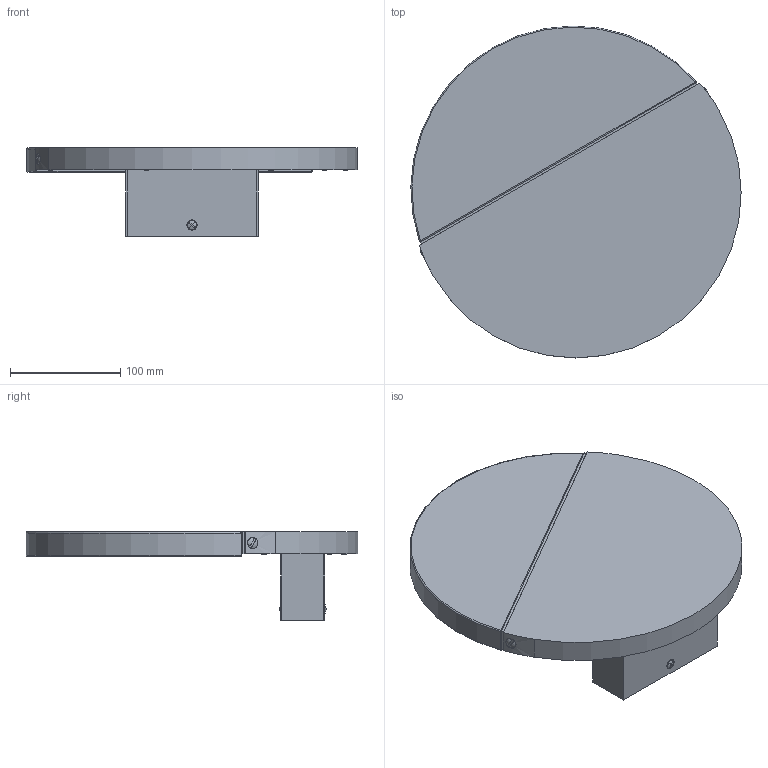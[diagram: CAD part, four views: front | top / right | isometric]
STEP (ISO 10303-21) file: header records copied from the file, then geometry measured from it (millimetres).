
FILE_DESCRIPTION (( 'STEP AP203' ), '1' );
FILE_NAME ('VE 2 W1._exported.step', '2025-02-09T09:03:55', ( '' ), ( '' ), 'SwSTEP 2.0', 'SolidWorks 2023', '' );
FILE_SCHEMA (( 'CONFIG_CONTROL_DESIGN' ));
Length unit declared in the file: millimetre
Products named in the file (1): VE 2 W1._exported
Bounding box: 299.98 x 301.46 x 80 mm (x, y, z)
Surface area: 219346.8 mm2 (no closed solid volume)
Topology: 0 solids, 25 shells, 156 faces, 468 edges, 334 vertices
Faces by surface type: plane 58, sphere 41, cylinder 39, cone 16, torus 2
Entity records: 5662 total; most frequent: CARTESIAN_POINT 1336, DIRECTION 962, ORIENTED_EDGE 727, EDGE_CURVE 465, AXIS2_PLACEMENT_3D 376, VERTEX_POINT 334, CIRCLE 219, VECTOR 210
